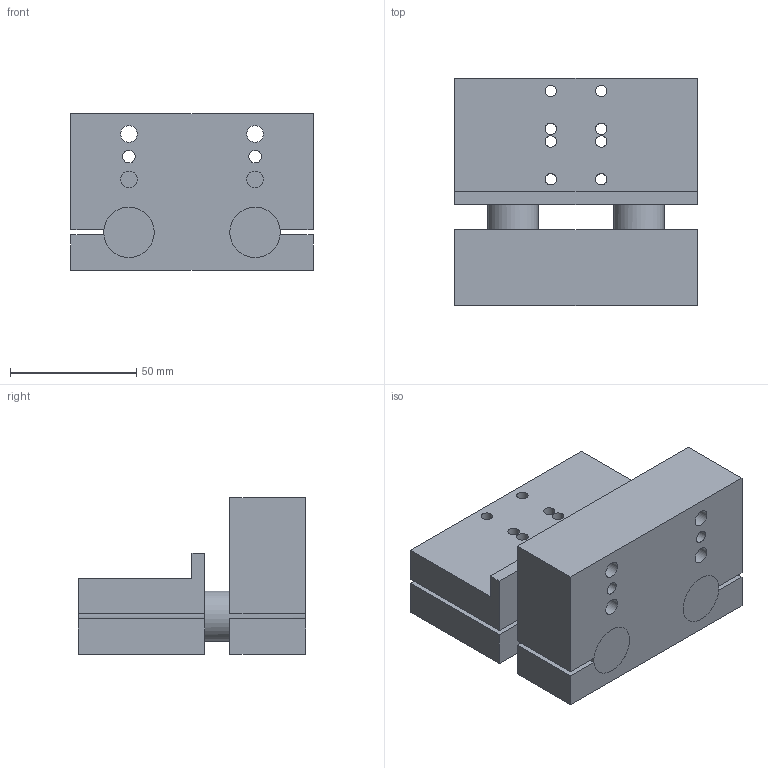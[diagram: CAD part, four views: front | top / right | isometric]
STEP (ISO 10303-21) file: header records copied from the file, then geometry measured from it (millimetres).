
FILE_DESCRIPTION((''),'2;1');
FILE_NAME('MSL-1-M-Hub 90.stp','2012-11-05T10:45:56',('hartung_david'),(''),'Autodesk Inventor 2012','Autodesk Inventor 2012','');
FILE_SCHEMA(('AUTOMOTIVE_DESIGN { 1 0 10303 214 1 1 1 1 }'));
Length unit declared in the file: millimetre
Products named in the file (3): MSL-1-M-Hub 90; MSL-1-M-000-Hub 90-010; MSL-1-M-000-Hub 90-020
Assembly tree (2 placements, depth 2):
  MSL-1-M-Hub 90
    MSL-1-M-000-Hub 90-010
    MSL-1-M-000-Hub 90-020
Bounding box: 96 x 90.01 x 62 mm (x, y, z)
Volume: 317105.2 mm3; surface area: 65602.9 mm2
Topology: 2 solids, 2 shells, 82 faces, 201 edges, 133 vertices
Faces by surface type: plane 40, cylinder 39, cone 3
Full cylindrical faces by diameter (mm): 3.242 x3, 4.5 x10, 5 x2, 6.6 x4, 8 x4, 11 x4, 20 x4
Entity records: 2477 total; most frequent: DIRECTION 416, CARTESIAN_POINT 377, ORIENTED_EDGE 324, AXIS2_PLACEMENT_3D 167, EDGE_CURVE 162, EDGE_LOOP 162, VERTEX_POINT 128, STYLED_ITEM 84
